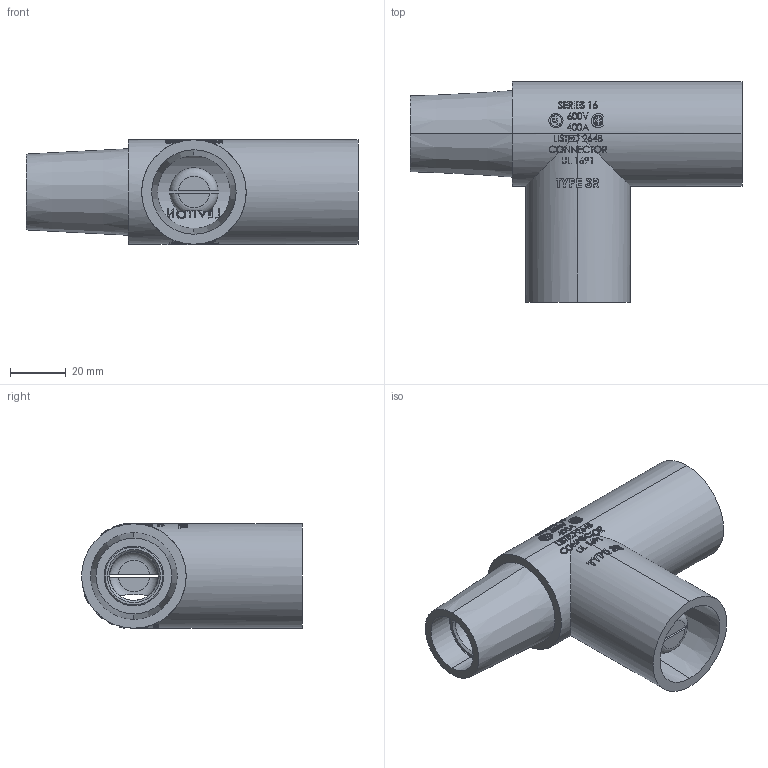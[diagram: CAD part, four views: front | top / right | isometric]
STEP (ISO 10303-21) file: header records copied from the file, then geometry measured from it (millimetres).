
FILE_DESCRIPTION (( 'STEP AP214' ), '1' );
FILE_NAME ('ORC4623-M01.STEP', '2024-04-19T14:46:53', ( '' ), ( '' ), 'SwSTEP 2.0', 'SolidWorks 2020', '' );
FILE_SCHEMA (( 'AUTOMOTIVE_DESIGN' ));
Length unit declared in the file: inch
Products named in the file (1): ORC4623-M01
Bounding box: 119.28 x 79.3 x 38.05 mm (x, y, z)
Surface area: 31543 mm2 (no closed solid volume)
Topology: 0 solids, 7 shells, 1219 faces, 4271 edges, 2917 vertices
Faces by surface type: plane 557, bspline 425, cylinder 223, cone 10, torus 4
Entity records: 84807 total; most frequent: CARTESIAN_POINT 37652, ORIENTED_EDGE 7137, DIRECTION 4707, EDGE_CURVE 4271, VERTEX_POINT 2917, VECTOR 1903, LINE 1903, AXIS2_PLACEMENT_3D 1402
